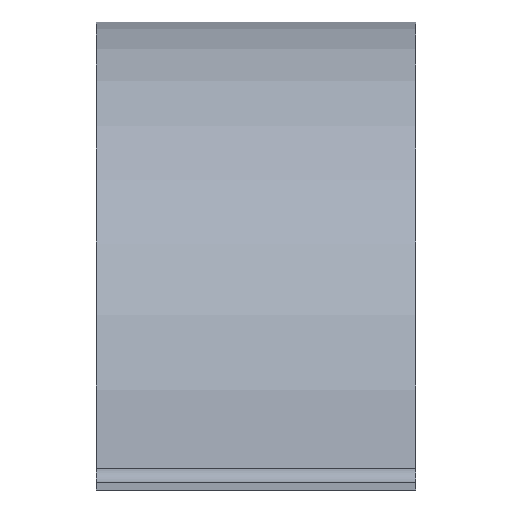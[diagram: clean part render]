
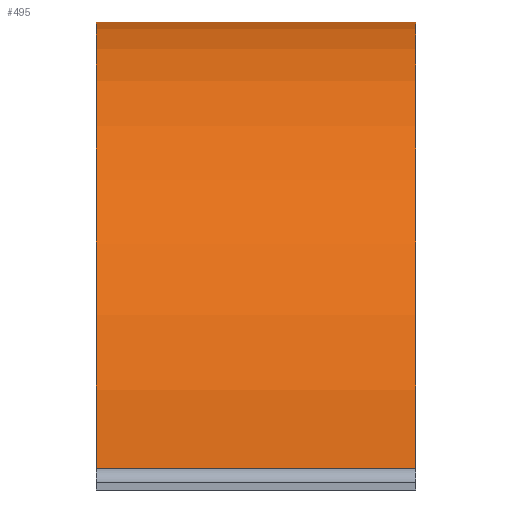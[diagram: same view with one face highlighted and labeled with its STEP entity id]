
A CAD part, front view. The second image highlights one B-rep face of the part: STEP entity #495.
In plain terms, the highlighted cylindrical face has radius 124 mm (diameter 248 mm), a partial arc.
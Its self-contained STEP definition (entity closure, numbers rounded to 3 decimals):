
#330=CARTESIAN_POINT('Vertex',(0.,23.998,5.875)) ;
#361=CARTESIAN_POINT('Vertex',(-86.,23.998,5.875)) ;
#364=CARTESIAN_POINT('Line Origine',(-43.,23.998,5.875)) ;
#453=CARTESIAN_POINT('Axis2P3D Location',(-86.,147.938,2.)) ;
#457=CARTESIAN_POINT('Vertex',(-86.,271.877,5.875)) ;
#472=CARTESIAN_POINT('Axis2P3D Location',(-43.,147.938,2.)) ;
#477=CARTESIAN_POINT('Axis2P3D Location',(0.,147.938,2.)) ;
#481=CARTESIAN_POINT('Vertex',(0.,271.877,5.875)) ;
#484=CARTESIAN_POINT('Line Origine',(-43.,271.877,5.875)) ;
#366=VECTOR('Line Direction',#365,1.) ;
#486=VECTOR('Line Direction',#485,1.) ;
#365=DIRECTION('Vector Direction',(1.,0.,0.)) ;
#454=DIRECTION('Axis2P3D Direction',(1.,0.,0.)) ;
#473=DIRECTION('Axis2P3D Direction',(1.,0.,0.)) ;
#474=DIRECTION('Axis2P3D XDirection',(0.,1.,0.031)) ;
#478=DIRECTION('Axis2P3D Direction',(1.,0.,0.)) ;
#485=DIRECTION('Vector Direction',(1.,0.,0.)) ;
#455=AXIS2_PLACEMENT_3D('Circle Axis2P3D',#453,#454,$) ;
#475=AXIS2_PLACEMENT_3D('Cylinder Axis2P3D',#472,#473,#474) ;
#479=AXIS2_PLACEMENT_3D('Circle Axis2P3D',#477,#478,$) ;
#367=LINE('Line',#364,#366) ;
#487=LINE('Line',#484,#486) ;
#456=CIRCLE('generated circle',#455,124.) ;
#480=CIRCLE('generated circle',#479,124.) ;
#476=CYLINDRICAL_SURFACE('generated cylinder',#475,124.) ;
#368=EDGE_CURVE('',#362,#331,#367,.T.) ;
#459=EDGE_CURVE('',#458,#362,#456,.T.) ;
#483=EDGE_CURVE('',#482,#331,#480,.T.) ;
#488=EDGE_CURVE('',#458,#482,#487,.T.) ;
#490=ORIENTED_EDGE('',*,*,#368,.T.) ;
#491=ORIENTED_EDGE('',*,*,#483,.F.) ;
#492=ORIENTED_EDGE('',*,*,#488,.F.) ;
#493=ORIENTED_EDGE('',*,*,#459,.T.) ;
#489=EDGE_LOOP('',(#490,#491,#492,#493)) ;
#331=VERTEX_POINT('',#330) ;
#362=VERTEX_POINT('',#361) ;
#458=VERTEX_POINT('',#457) ;
#482=VERTEX_POINT('',#481) ;
#495=ADVANCED_FACE('Corps principal',(#494),#476,.T.) ;
#494=FACE_OUTER_BOUND('',#489,.T.) ;
